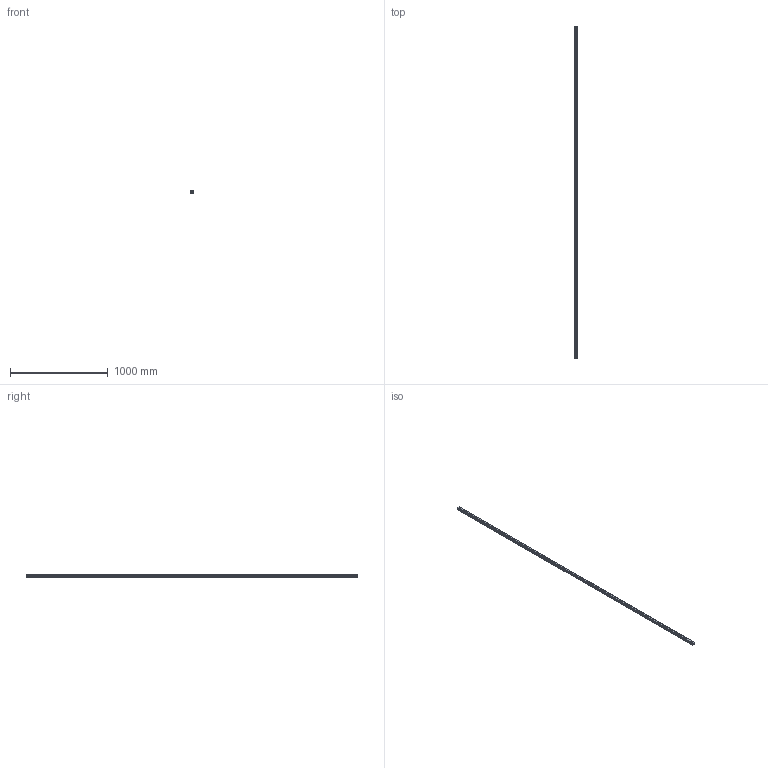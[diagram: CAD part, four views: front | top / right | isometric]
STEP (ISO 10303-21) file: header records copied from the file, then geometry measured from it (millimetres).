
FILE_DESCRIPTION(('STEP AP214'),'1');
FILE_NAME('cctmp_10CC67BC-7074-4A6E-ADEB-35798D7C88C9_2020_6_24_10_4_42_655..stp','2020-06-24T08:04:42',('HIWIN GmbH'),('CADClick - www.CADClick.com'),'Spatial InterOp 3D',' ','unknown authorization');
FILE_SCHEMA(('AUTOMOTIVE_DESIGN'));
Length unit declared in the file: millimetre
Products named in the file (1): HGR30R3400H_FILE
Bounding box: 28 x 3400 x 26 mm (x, y, z)
Volume: 1976918.1 mm3; surface area: 421633.8 mm2
Topology: 1 solids, 1 shells, 502 faces, 1101 edges, 734 vertices
Faces by surface type: cylinder 280, plane 222
Entity records: 18065 total; most frequent: DIRECTION 2667, CARTESIAN_POINT 2338, ORIENTED_EDGE 2202, EDGE_CURVE 1101, AXIS2_PLACEMENT_3D 1063, VERTEX_POINT 734, EDGE_LOOP 635, CIRCLE 560
